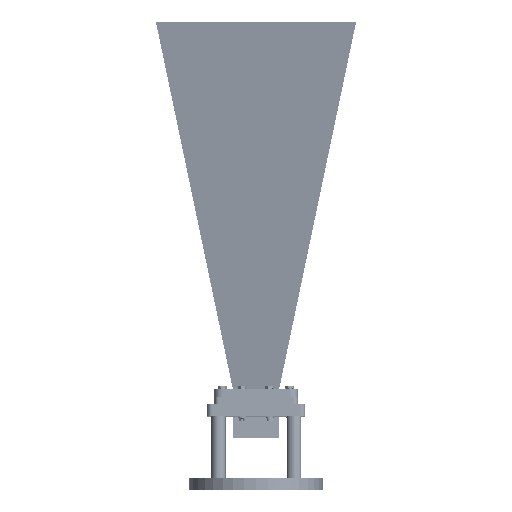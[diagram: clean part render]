
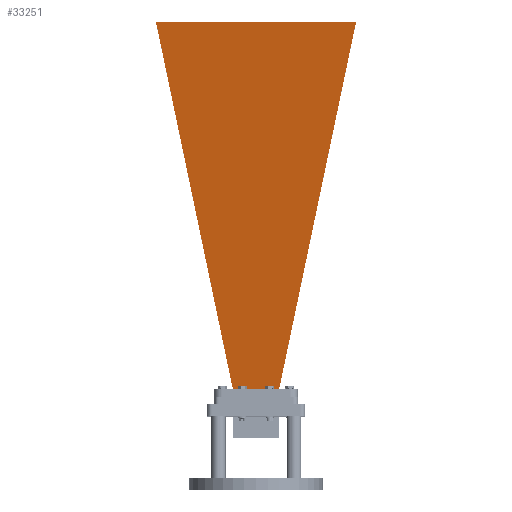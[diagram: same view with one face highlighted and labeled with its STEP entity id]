
A CAD part, top view. The second image highlights one B-rep face of the part: STEP entity #33251.
In plain terms, the highlighted face is planar.
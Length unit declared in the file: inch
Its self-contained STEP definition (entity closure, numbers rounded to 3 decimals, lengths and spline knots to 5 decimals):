
#6561 = ORIENTED_EDGE ( 'NONE', *, *, #14736, .T. ) ;
#8663 = VERTEX_POINT ( 'NONE', #8799 ) ;
#8799 = CARTESIAN_POINT ( 'NONE',  ( -3.22011, -2.3435, 12.051 ) ) ;
#14736 = EDGE_CURVE ( 'NONE', #30110, #49632, #38541, .T. ) ;
#14872 = VECTOR ( 'NONE', #60123, 39.37008 ) ;
#15836 = EDGE_LOOP ( 'NONE', ( #6561, #44523, #49991, #50988 ) ) ;
#19256 = VERTEX_POINT ( 'NONE', #54146 ) ;
#19961 = LINE ( 'NONE', #30788, #60156 ) ;
#30110 = VERTEX_POINT ( 'NONE', #43159 ) ;
#30788 = CARTESIAN_POINT ( 'NONE',  ( -3.222, -2.3435, 12.051 ) ) ;
#33251 = ADVANCED_FACE ( 'NONE', ( #39384 ), #53571, .F. ) ;
#33497 = EDGE_CURVE ( 'NONE', #8663, #49632, #19961, .T. ) ;
#35032 = CARTESIAN_POINT ( 'NONE',  ( 0.748, -0.373, 0.25 ) ) ;
#38541 = LINE ( 'NONE', #53373, #50312 ) ;
#38636 = EDGE_CURVE ( 'NONE', #30110, #19256, #39457, .T. ) ;
#39189 = CARTESIAN_POINT ( 'NONE',  ( 3.22011, -2.3435, 12.051 ) ) ;
#39384 = FACE_OUTER_BOUND ( 'NONE', #15836, .T. ) ;
#39457 = B_SPLINE_CURVE_WITH_KNOTS ( 'NONE', 3,
 ( #35032, #39986, #59781, #54494 ),
 .UNSPECIFIED., .F., .F.,
 ( 4, 4 ),
 ( 0., 1. ),
 .UNSPECIFIED. ) ;
#39986 = CARTESIAN_POINT ( 'NONE',  ( 0.24933, -0.373, 0.25 ) ) ;
#40005 = CARTESIAN_POINT ( 'NONE',  ( -0.748, -0.373, 0.25 ) ) ;
#40997 = DIRECTION ( 'NONE',  ( 1., 0., 0. ) ) ;
#41575 = EDGE_CURVE ( 'NONE', #19256, #8663, #59803, .T. ) ;
#43159 = CARTESIAN_POINT ( 'NONE',  ( 0.748, -0.373, 0.25 ) ) ;
#44346 = DIRECTION ( 'NONE',  ( 0., 0.165, -0.986 ) ) ;
#44523 = ORIENTED_EDGE ( 'NONE', *, *, #33497, .F. ) ;
#49616 = DIRECTION ( 'NONE',  ( 0., 0.986, 0.165 ) ) ;
#49632 = VERTEX_POINT ( 'NONE', #39189 ) ;
#49991 = ORIENTED_EDGE ( 'NONE', *, *, #41575, .F. ) ;
#50312 = VECTOR ( 'NONE', #58336, 39.37008 ) ;
#50988 = ORIENTED_EDGE ( 'NONE', *, *, #38636, .F. ) ;
#53373 = CARTESIAN_POINT ( 'NONE',  ( 0.748, -0.373, 0.25 ) ) ;
#53571 = PLANE ( 'NONE',  #58045 ) ;
#54146 = CARTESIAN_POINT ( 'NONE',  ( -0.748, -0.373, 0.25 ) ) ;
#54220 = CARTESIAN_POINT ( 'NONE',  ( 0., -0.32227, -0.05381 ) ) ;
#54494 = CARTESIAN_POINT ( 'NONE',  ( -0.748, -0.373, 0.25 ) ) ;
#58045 = AXIS2_PLACEMENT_3D ( 'NONE', #54220, #49616, #44346 ) ;
#58336 = DIRECTION ( 'NONE',  ( 0.202, -0.161, 0.966 ) ) ;
#59781 = CARTESIAN_POINT ( 'NONE',  ( -0.24933, -0.373, 0.25 ) ) ;
#59803 = LINE ( 'NONE', #40005, #14872 ) ;
#60123 = DIRECTION ( 'NONE',  ( -0.202, -0.161, 0.966 ) ) ;
#60156 = VECTOR ( 'NONE', #40997, 39.37008 ) ;
